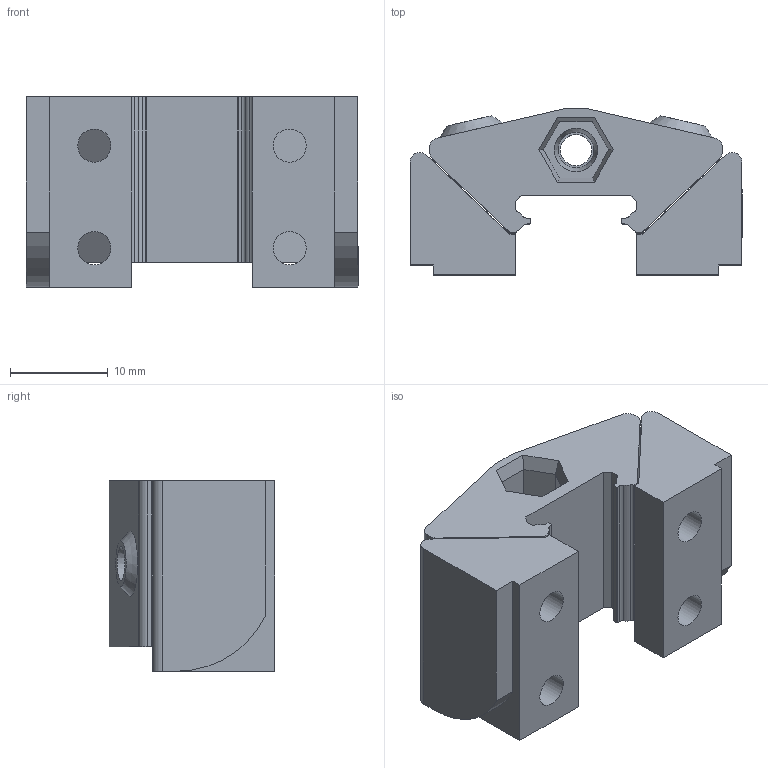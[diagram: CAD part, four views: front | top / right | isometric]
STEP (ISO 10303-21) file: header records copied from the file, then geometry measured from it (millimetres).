
FILE_DESCRIPTION(/* description */ (''),/* implementation_level */ '2;1');
FILE_NAME(/* name */ 'End Holder Block - Tensioning Mod, Fixed Ledges.stp',/* time_stamp */ '2022-07-17T23:18:23+01:00',/* author */ (''),/* organization */ (''),/* preprocessor_version */ 'ST-DEVELOPER v18.1',/* originating_system */ 'SIEMENS PLM Software NX 1961',/* authorisation */ '');
FILE_SCHEMA (('AUTOMOTIVE_DESIGN { 1 0 10303 214 3 1 1 1 }'));
Length unit declared in the file: millimetre
Products named in the file (1): harr66AC5C556djn
Bounding box: 34 x 16.98 x 19.5 mm (x, y, z)
Volume: 6395.7 mm3; surface area: 4433.1 mm2
Topology: 3 solids, 3 shells, 113 faces, 285 edges, 184 vertices
Faces by surface type: plane 60, cylinder 44, cone 9
Full cylindrical faces by diameter (mm): 2.7 x2, 3.2 x1, 3.4 x4, 3.65 x1, 6.3 x4
Entity records: 3329 total; most frequent: DIRECTION 584, CARTESIAN_POINT 568, ORIENTED_EDGE 522, EDGE_CURVE 261, AXIS2_PLACEMENT_3D 213, VERTEX_POINT 181, LINE 158, VECTOR 158
